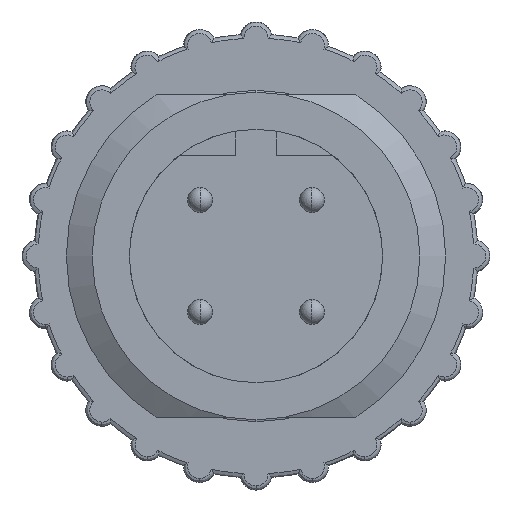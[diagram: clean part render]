
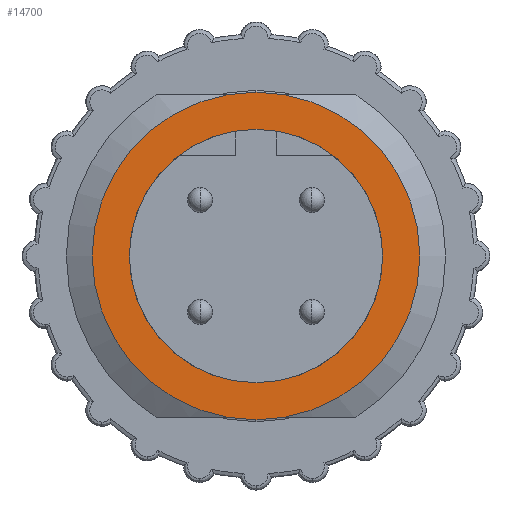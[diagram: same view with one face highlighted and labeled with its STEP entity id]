
A CAD part, left-side view. The second image highlights one B-rep face of the part: STEP entity #14700.
In plain terms, the highlighted face is planar.
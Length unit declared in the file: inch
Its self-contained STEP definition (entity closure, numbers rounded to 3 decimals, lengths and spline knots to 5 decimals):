
#4488 = CARTESIAN_POINT ( 'NONE',  ( 0.203, 0., 0.874 ) ) ;
#4489 = CARTESIAN_POINT ( 'NONE',  ( -0.203, 0., 0.874 ) ) ;
#4490 = DIRECTION ( 'NONE',  ( -1., 0., 0. ) ) ;
#4491 = DIRECTION ( 'NONE',  ( 0., 0., -1. ) ) ;
#4492 = CARTESIAN_POINT ( 'NONE',  ( 0., 0., 0.874 ) ) ;
#4493 = AXIS2_PLACEMENT_3D ( 'NONE', #4492, #4491, #4490 ) ;
#4494 = CIRCLE ( 'NONE', #4493, 0.203 ) ;
#5412 = DIRECTION ( 'NONE',  ( 1., 0., 0. ) ) ;
#5413 = DIRECTION ( 'NONE',  ( 0., 0., 1. ) ) ;
#5414 = CARTESIAN_POINT ( 'NONE',  ( 0., 0., 0.874 ) ) ;
#5415 = AXIS2_PLACEMENT_3D ( 'NONE', #5414, #5413, #5412 ) ;
#5416 = CIRCLE ( 'NONE', #5415, 0.157 ) ;
#5531 = EDGE_CURVE ( 'NONE', #5556, #5538, #15162, .T. ) ;
#5538 = VERTEX_POINT ( 'NONE', #15151 ) ;
#5556 = VERTEX_POINT ( 'NONE', #15189 ) ;
#8736 = DIRECTION ( 'NONE',  ( -1., 0., 0. ) ) ;
#8755 = DIRECTION ( 'NONE',  ( 0., 0., -1. ) ) ;
#8756 = AXIS2_PLACEMENT_3D ( 'NONE', #8758, #8755, #8736 ) ;
#8758 = CARTESIAN_POINT ( 'NONE',  ( 0.203, 0., 0.874 ) ) ;
#8759 = PLANE ( 'NONE',  #8756 ) ;
#8761 = FACE_BOUND ( 'NONE', #14594, .T. ) ;
#8763 = FACE_OUTER_BOUND ( 'NONE', #14601, .T. ) ;
#9771 = DIRECTION ( 'NONE',  ( -1., 0., 0. ) ) ;
#9772 = DIRECTION ( 'NONE',  ( 0., 0., -1. ) ) ;
#9773 = CARTESIAN_POINT ( 'NONE',  ( 0., 0., 0.874 ) ) ;
#9774 = AXIS2_PLACEMENT_3D ( 'NONE', #9773, #9772, #9771 ) ;
#9775 = CIRCLE ( 'NONE', #9774, 0.203 ) ;
#13353 = EDGE_CURVE ( 'NONE', #13354, #13355, #4494, .T. ) ;
#13354 = VERTEX_POINT ( 'NONE', #4489 ) ;
#13355 = VERTEX_POINT ( 'NONE', #4488 ) ;
#13823 = EDGE_CURVE ( 'NONE', #5538, #5556, #5416, .T. ) ;
#14517 = ORIENTED_EDGE ( 'NONE', *, *, #5531, .F. ) ;
#14591 = ORIENTED_EDGE ( 'NONE', *, *, #13823, .F. ) ;
#14594 = EDGE_LOOP ( 'NONE', ( #14591, #14517 ) ) ;
#14601 = EDGE_LOOP ( 'NONE', ( #15690, #15691 ) ) ;
#14700 = ADVANCED_FACE ( 'NONE', ( #8761, #8763 ), #8759, .F. ) ;
#15151 = CARTESIAN_POINT ( 'NONE',  ( 0.157, 0., 0.874 ) ) ;
#15158 = DIRECTION ( 'NONE',  ( 1., 0., 0. ) ) ;
#15159 = DIRECTION ( 'NONE',  ( 0., 0., 1. ) ) ;
#15160 = CARTESIAN_POINT ( 'NONE',  ( 0., 0., 0.874 ) ) ;
#15161 = AXIS2_PLACEMENT_3D ( 'NONE', #15160, #15159, #15158 ) ;
#15162 = CIRCLE ( 'NONE', #15161, 0.157 ) ;
#15189 = CARTESIAN_POINT ( 'NONE',  ( -0.157, 0., 0.874 ) ) ;
#15674 = EDGE_CURVE ( 'NONE', #13355, #13354, #9775, .T. ) ;
#15690 = ORIENTED_EDGE ( 'NONE', *, *, #13353, .F. ) ;
#15691 = ORIENTED_EDGE ( 'NONE', *, *, #15674, .F. ) ;
